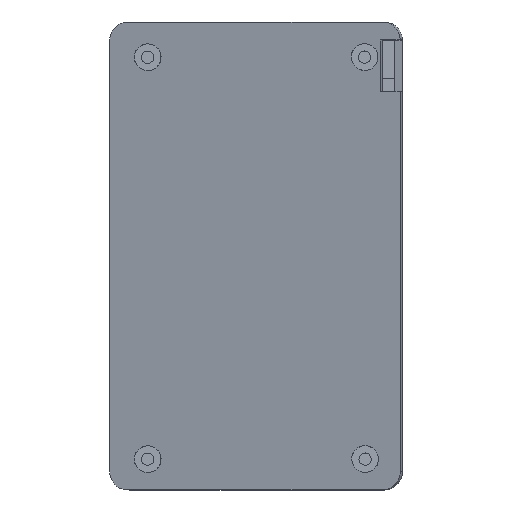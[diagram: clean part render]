
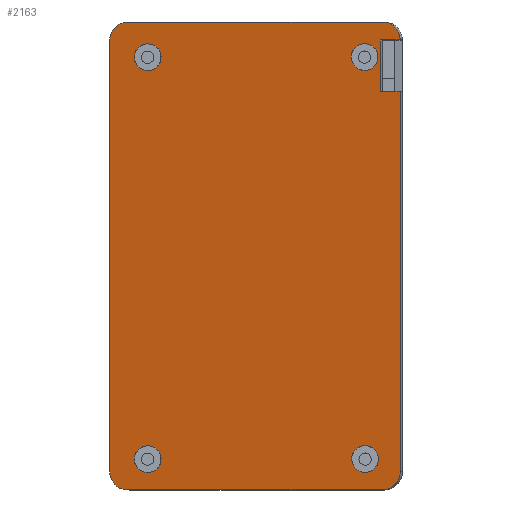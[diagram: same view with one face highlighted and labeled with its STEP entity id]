
A CAD part, top view. The second image highlights one B-rep face of the part: STEP entity #2163.
In plain terms, the highlighted planar face has unit normal (-0.259, 0, 0.966).
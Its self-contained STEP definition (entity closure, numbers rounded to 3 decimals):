
#37=ELLIPSE('',#2367,2.692,2.6);
#38=ELLIPSE('',#2369,2.692,2.6);
#39=ELLIPSE('',#2373,3.623,3.5);
#40=ELLIPSE('',#2374,3.623,3.5);
#41=ELLIPSE('',#2375,3.623,3.5);
#42=ELLIPSE('',#2376,3.623,3.5);
#43=ELLIPSE('',#2377,2.692,2.6);
#44=ELLIPSE('',#2378,2.692,2.6);
#81=FACE_BOUND('',#413,.T.);
#82=FACE_BOUND('',#414,.T.);
#83=FACE_BOUND('',#415,.T.);
#84=FACE_BOUND('',#416,.T.);
#142=PLANE('',#2372);
#255=FACE_OUTER_BOUND('',#412,.T.);
#412=EDGE_LOOP('',(#1793,#1794,#1795,#1796,#1797,#1798,#1799,#1800,#1801,
#1802,#1803));
#413=EDGE_LOOP('',(#1804));
#414=EDGE_LOOP('',(#1805));
#415=EDGE_LOOP('',(#1806));
#416=EDGE_LOOP('',(#1807));
#588=LINE('',#3435,#796);
#592=LINE('',#3443,#800);
#595=LINE('',#3449,#803);
#596=LINE('',#3453,#804);
#597=LINE('',#3457,#805);
#598=LINE('',#3461,#806);
#599=LINE('',#3464,#807);
#796=VECTOR('',#2826,10.);
#800=VECTOR('',#2832,10.);
#803=VECTOR('',#2837,10.);
#804=VECTOR('',#2840,10.);
#805=VECTOR('',#2843,10.);
#806=VECTOR('',#2846,10.);
#807=VECTOR('',#2849,10.);
#1076=VERTEX_POINT('',#3425);
#1077=VERTEX_POINT('',#3429);
#1078=VERTEX_POINT('',#3433);
#1079=VERTEX_POINT('',#3434);
#1082=VERTEX_POINT('',#3442);
#1084=VERTEX_POINT('',#3448);
#1085=VERTEX_POINT('',#3450);
#1086=VERTEX_POINT('',#3452);
#1087=VERTEX_POINT('',#3454);
#1088=VERTEX_POINT('',#3456);
#1089=VERTEX_POINT('',#3458);
#1090=VERTEX_POINT('',#3460);
#1091=VERTEX_POINT('',#3462);
#1092=VERTEX_POINT('',#3465);
#1093=VERTEX_POINT('',#3467);
#1330=EDGE_CURVE('',#1076,#1076,#37,.T.);
#1332=EDGE_CURVE('',#1077,#1077,#38,.T.);
#1333=EDGE_CURVE('',#1078,#1079,#588,.T.);
#1337=EDGE_CURVE('',#1082,#1078,#592,.T.);
#1340=EDGE_CURVE('',#1084,#1082,#595,.T.);
#1341=EDGE_CURVE('',#1079,#1085,#39,.T.);
#1342=EDGE_CURVE('',#1085,#1086,#596,.T.);
#1343=EDGE_CURVE('',#1086,#1087,#40,.T.);
#1344=EDGE_CURVE('',#1087,#1088,#597,.T.);
#1345=EDGE_CURVE('',#1088,#1089,#41,.T.);
#1346=EDGE_CURVE('',#1089,#1090,#598,.T.);
#1347=EDGE_CURVE('',#1090,#1091,#42,.T.);
#1348=EDGE_CURVE('',#1091,#1084,#599,.T.);
#1349=EDGE_CURVE('',#1092,#1092,#43,.T.);
#1350=EDGE_CURVE('',#1093,#1093,#44,.T.);
#1793=ORIENTED_EDGE('',*,*,#1340,.T.);
#1794=ORIENTED_EDGE('',*,*,#1337,.T.);
#1795=ORIENTED_EDGE('',*,*,#1333,.T.);
#1796=ORIENTED_EDGE('',*,*,#1341,.T.);
#1797=ORIENTED_EDGE('',*,*,#1342,.T.);
#1798=ORIENTED_EDGE('',*,*,#1343,.T.);
#1799=ORIENTED_EDGE('',*,*,#1344,.T.);
#1800=ORIENTED_EDGE('',*,*,#1345,.T.);
#1801=ORIENTED_EDGE('',*,*,#1346,.T.);
#1802=ORIENTED_EDGE('',*,*,#1347,.T.);
#1803=ORIENTED_EDGE('',*,*,#1348,.T.);
#1804=ORIENTED_EDGE('',*,*,#1349,.T.);
#1805=ORIENTED_EDGE('',*,*,#1350,.T.);
#1806=ORIENTED_EDGE('',*,*,#1330,.T.);
#1807=ORIENTED_EDGE('',*,*,#1332,.T.);
#2163=ADVANCED_FACE('',(#255,#81,#82,#83,#84),#142,.T.);
#2367=AXIS2_PLACEMENT_3D('',#3427,#2817,#2818);
#2369=AXIS2_PLACEMENT_3D('',#3431,#2822,#2823);
#2372=AXIS2_PLACEMENT_3D('',#3447,#2835,#2836);
#2373=AXIS2_PLACEMENT_3D('',#3451,#2838,#2839);
#2374=AXIS2_PLACEMENT_3D('',#3455,#2841,#2842);
#2375=AXIS2_PLACEMENT_3D('',#3459,#2844,#2845);
#2376=AXIS2_PLACEMENT_3D('',#3463,#2847,#2848);
#2377=AXIS2_PLACEMENT_3D('',#3466,#2850,#2851);
#2378=AXIS2_PLACEMENT_3D('',#3468,#2852,#2853);
#2817=DIRECTION('center_axis',(0.259,0.,
-0.966));
#2818=DIRECTION('ref_axis',(0.966,0.,0.259));
#2822=DIRECTION('center_axis',(0.259,0.,
-0.966));
#2823=DIRECTION('ref_axis',(0.966,0.,0.259));
#2826=DIRECTION('',(0.966,0.,0.259));
#2832=DIRECTION('',(0.,1.,0.));
#2835=DIRECTION('center_axis',(-0.259,0.,
0.966));
#2836=DIRECTION('ref_axis',(0.966,0.,0.259));
#2837=DIRECTION('',(-0.966,0.,-0.259));
#2838=DIRECTION('center_axis',(-0.259,0.,0.966));
#2839=DIRECTION('ref_axis',(0.966,0.,0.259));
#2840=DIRECTION('',(-0.966,0.,-0.259));
#2841=DIRECTION('center_axis',(-0.259,0.,0.966));
#2842=DIRECTION('ref_axis',(-0.966,0.,-0.259));
#2843=DIRECTION('',(0.,-1.,0.));
#2844=DIRECTION('center_axis',(-0.259,0.,0.966));
#2845=DIRECTION('ref_axis',(-0.966,0.,-0.259));
#2846=DIRECTION('',(0.966,0.,0.259));
#2847=DIRECTION('center_axis',(-0.259,0.,0.966));
#2848=DIRECTION('ref_axis',(0.966,0.,0.259));
#2849=DIRECTION('',(0.,1.,0.));
#2850=DIRECTION('center_axis',(0.259,0.,
-0.966));
#2851=DIRECTION('ref_axis',(0.966,0.,0.259));
#2852=DIRECTION('center_axis',(0.259,0.,
-0.966));
#2853=DIRECTION('ref_axis',(0.966,0.,0.259));
#3425=CARTESIAN_POINT('',(-22.126,-39.523,2.828));
#3427=CARTESIAN_POINT('Origin',(-19.526,-39.523,3.525));
#3429=CARTESIAN_POINT('',(-22.126,38.677,2.828));
#3431=CARTESIAN_POINT('Origin',(-19.526,38.677,3.525));
#3433=CARTESIAN_POINT('',(25.722,42.,15.649));
#3434=CARTESIAN_POINT('',(29.586,42.,16.685));
#3435=CARTESIAN_POINT('',(15.461,42.,12.9));
#3442=CARTESIAN_POINT('',(25.722,32.,15.649));
#3443=CARTESIAN_POINT('',(25.722,21.,15.649));
#3447=CARTESIAN_POINT('Origin',(1.336,0.,9.115));
#3448=CARTESIAN_POINT('',(29.586,32.,16.685));
#3449=CARTESIAN_POINT('',(13.529,32.,12.382));
#3450=CARTESIAN_POINT('',(26.086,45.5,15.747));
#3451=CARTESIAN_POINT('Origin',(26.086,42.,15.747));
#3452=CARTESIAN_POINT('',(-23.414,45.5,2.483));
#3453=CARTESIAN_POINT('',(12.552,45.5,12.12));
#3454=CARTESIAN_POINT('',(-26.914,42.,1.545));
#3455=CARTESIAN_POINT('Origin',(-23.414,42.,2.483));
#3456=CARTESIAN_POINT('',(-26.914,-42.,1.545));
#3457=CARTESIAN_POINT('',(-26.914,42.,1.545));
#3458=CARTESIAN_POINT('',(-23.414,-45.5,2.483));
#3459=CARTESIAN_POINT('Origin',(-23.414,-42.,2.483));
#3460=CARTESIAN_POINT('',(26.086,-45.5,15.747));
#3461=CARTESIAN_POINT('',(-10.54,-45.5,5.933));
#3462=CARTESIAN_POINT('',(29.586,-42.,16.685));
#3463=CARTESIAN_POINT('Origin',(26.086,-42.,15.747));
#3464=CARTESIAN_POINT('',(29.586,-21.,16.685));
#3465=CARTESIAN_POINT('',(20.174,-39.523,14.163));
#3466=CARTESIAN_POINT('Origin',(22.774,-39.523,14.859));
#3467=CARTESIAN_POINT('',(20.074,38.677,14.136));
#3468=CARTESIAN_POINT('Origin',(22.674,38.677,14.833));
